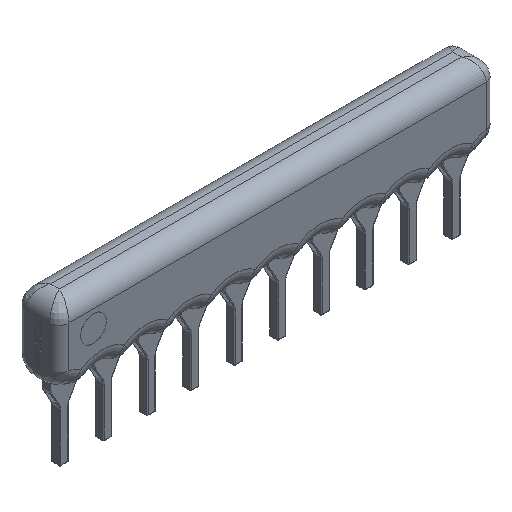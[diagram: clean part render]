
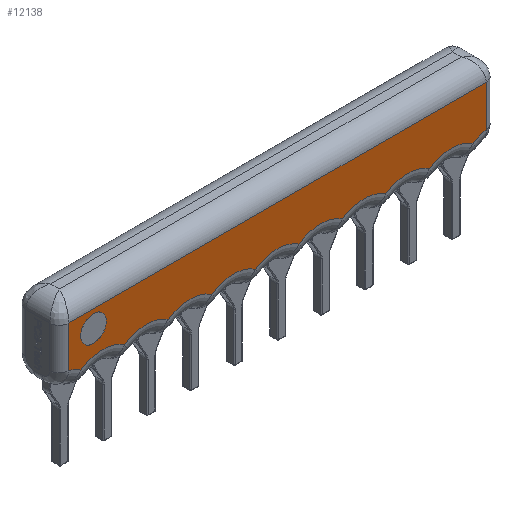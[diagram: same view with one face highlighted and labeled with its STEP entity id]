
A CAD part, isometric view. The second image highlights one B-rep face of the part: STEP entity #12138.
In plain terms, the highlighted planar face has unit normal (0, -1, 0).
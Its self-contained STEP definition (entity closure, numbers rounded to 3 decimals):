
#196=FACE_BOUND('',#2337,.T.);
#760=PLANE('',#13596);
#1572=FACE_OUTER_BOUND('',#2336,.T.);
#2336=EDGE_LOOP('',(#10616,#10617,#10618,#10619,#10620,#10621,#10622,#10623,
#10624,#10625,#10626,#10627,#10628,#10629));
#2337=EDGE_LOOP('',(#10630));
#2705=LINE('',#19261,#3342);
#2970=LINE('',#24602,#3607);
#2974=LINE('',#24688,#3611);
#3342=VECTOR('',#14796,10.);
#3607=VECTOR('',#16995,10.);
#3611=VECTOR('',#17011,10.);
#3822=CIRCLE('',#12556,0.75);
#4348=CIRCLE('',#13432,2.27);
#4352=CIRCLE('',#13438,2.27);
#4356=CIRCLE('',#13444,2.27);
#4360=CIRCLE('',#13450,2.27);
#4364=CIRCLE('',#13456,2.27);
#4368=CIRCLE('',#13462,2.27);
#4372=CIRCLE('',#13468,2.27);
#4376=CIRCLE('',#13474,2.27);
#4380=CIRCLE('',#13480,2.27);
#4422=CIRCLE('',#13553,2.27);
#4426=CIRCLE('',#13576,2.27);
#4885=VERTEX_POINT('',#19106);
#4889=VERTEX_POINT('',#19177);
#4891=VERTEX_POINT('',#19212);
#4933=VERTEX_POINT('',#19733);
#5409=VERTEX_POINT('',#24476);
#5410=VERTEX_POINT('',#24482);
#5411=VERTEX_POINT('',#24489);
#5412=VERTEX_POINT('',#24496);
#5413=VERTEX_POINT('',#24503);
#5414=VERTEX_POINT('',#24510);
#5415=VERTEX_POINT('',#24517);
#5416=VERTEX_POINT('',#24524);
#5417=VERTEX_POINT('',#24531);
#5418=VERTEX_POINT('',#24538);
#5425=VERTEX_POINT('',#24690);
#6093=EDGE_CURVE('',#4885,#4885,#3822,.T.);
#6112=EDGE_CURVE('',#4889,#4891,#2705,.T.);
#7073=EDGE_CURVE('',#5409,#5410,#4348,.T.);
#7077=EDGE_CURVE('',#5410,#5411,#4352,.T.);
#7081=EDGE_CURVE('',#5411,#5412,#4356,.T.);
#7085=EDGE_CURVE('',#5412,#5413,#4360,.T.);
#7089=EDGE_CURVE('',#5413,#5414,#4364,.T.);
#7093=EDGE_CURVE('',#5414,#5415,#4368,.T.);
#7097=EDGE_CURVE('',#5415,#5416,#4372,.T.);
#7101=EDGE_CURVE('',#5416,#5417,#4376,.T.);
#7105=EDGE_CURVE('',#5417,#5418,#4380,.T.);
#7141=EDGE_CURVE('',#4891,#5409,#2970,.T.);
#7151=EDGE_CURVE('',#4933,#4889,#2974,.T.);
#7155=EDGE_CURVE('',#5418,#5425,#4422,.T.);
#7159=EDGE_CURVE('',#5425,#4933,#4426,.T.);
#10616=ORIENTED_EDGE('',*,*,#6112,.F.);
#10617=ORIENTED_EDGE('',*,*,#7151,.F.);
#10618=ORIENTED_EDGE('',*,*,#7159,.F.);
#10619=ORIENTED_EDGE('',*,*,#7155,.F.);
#10620=ORIENTED_EDGE('',*,*,#7105,.F.);
#10621=ORIENTED_EDGE('',*,*,#7101,.F.);
#10622=ORIENTED_EDGE('',*,*,#7097,.F.);
#10623=ORIENTED_EDGE('',*,*,#7093,.F.);
#10624=ORIENTED_EDGE('',*,*,#7089,.F.);
#10625=ORIENTED_EDGE('',*,*,#7085,.F.);
#10626=ORIENTED_EDGE('',*,*,#7081,.F.);
#10627=ORIENTED_EDGE('',*,*,#7077,.F.);
#10628=ORIENTED_EDGE('',*,*,#7073,.F.);
#10629=ORIENTED_EDGE('',*,*,#7141,.F.);
#10630=ORIENTED_EDGE('',*,*,#6093,.T.);
#12138=ADVANCED_FACE('',(#1572,#196),#760,.T.);
#12556=AXIS2_PLACEMENT_3D('',#19107,#14755,#14756);
#13432=AXIS2_PLACEMENT_3D('',#24483,#16777,#16778);
#13438=AXIS2_PLACEMENT_3D('',#24490,#16789,#16790);
#13444=AXIS2_PLACEMENT_3D('',#24497,#16801,#16802);
#13450=AXIS2_PLACEMENT_3D('',#24504,#16813,#16814);
#13456=AXIS2_PLACEMENT_3D('',#24511,#16825,#16826);
#13462=AXIS2_PLACEMENT_3D('',#24518,#16837,#16838);
#13468=AXIS2_PLACEMENT_3D('',#24525,#16849,#16850);
#13474=AXIS2_PLACEMENT_3D('',#24532,#16861,#16862);
#13480=AXIS2_PLACEMENT_3D('',#24539,#16873,#16874);
#13553=AXIS2_PLACEMENT_3D('',#24696,#17024,#17025);
#13576=AXIS2_PLACEMENT_3D('',#24719,#17070,#17071);
#13596=AXIS2_PLACEMENT_3D('',#24739,#17110,#17111);
#14755=DIRECTION('center_axis',(0.,1.,0.));
#14756=DIRECTION('ref_axis',(-1.,0.,0.));
#14796=DIRECTION('',(1.,0.,0.));
#16777=DIRECTION('center_axis',(0.,-1.,0.));
#16778=DIRECTION('ref_axis',(-0.531,0.,0.847));
#16789=DIRECTION('center_axis',(0.,-1.,0.));
#16790=DIRECTION('ref_axis',(-0.335,0.,0.942));
#16801=DIRECTION('center_axis',(0.,-1.,0.));
#16802=DIRECTION('ref_axis',(-0.335,0.,0.942));
#16813=DIRECTION('center_axis',(0.,-1.,0.));
#16814=DIRECTION('ref_axis',(-0.335,0.,0.942));
#16825=DIRECTION('center_axis',(0.,-1.,0.));
#16826=DIRECTION('ref_axis',(-0.335,0.,0.942));
#16837=DIRECTION('center_axis',(0.,-1.,0.));
#16838=DIRECTION('ref_axis',(-0.335,0.,0.942));
#16849=DIRECTION('center_axis',(0.,-1.,0.));
#16850=DIRECTION('ref_axis',(-0.335,0.,0.942));
#16861=DIRECTION('center_axis',(0.,-1.,0.));
#16862=DIRECTION('ref_axis',(-0.335,0.,0.942));
#16873=DIRECTION('center_axis',(0.,-1.,0.));
#16874=DIRECTION('ref_axis',(-0.335,0.,0.942));
#16995=DIRECTION('',(0.,0.,-1.));
#17011=DIRECTION('',(0.,0.,1.));
#17024=DIRECTION('center_axis',(0.,-1.,0.));
#17025=DIRECTION('ref_axis',(-0.335,0.,0.942));
#17070=DIRECTION('center_axis',(0.,-1.,0.));
#17071=DIRECTION('ref_axis',(0.232,0.,0.973));
#17110=DIRECTION('center_axis',(0.,-1.,0.));
#17111=DIRECTION('ref_axis',(0.,0.,-1.));
#19106=CARTESIAN_POINT('',(1.457,-1.25,4.08));
#19107=CARTESIAN_POINT('Origin',(0.707,-1.25,4.08));
#19177=CARTESIAN_POINT('',(-0.743,-1.25,5.08));
#19212=CARTESIAN_POINT('',(23.597,-1.25,5.08));
#19261=CARTESIAN_POINT('',(5.067,-1.25,5.08));
#19733=CARTESIAN_POINT('',(-0.743,-1.25,2.685));
#24476=CARTESIAN_POINT('',(23.597,-1.25,2.695));
#24482=CARTESIAN_POINT('',(22.837,-1.25,2.364));
#24483=CARTESIAN_POINT('Origin',(24.107,-1.25,0.483));
#24489=CARTESIAN_POINT('',(20.297,-1.25,2.364));
#24490=CARTESIAN_POINT('Origin',(21.567,-1.25,0.483));
#24496=CARTESIAN_POINT('',(17.757,-1.25,2.364));
#24497=CARTESIAN_POINT('Origin',(19.027,-1.25,0.483));
#24503=CARTESIAN_POINT('',(15.217,-1.25,2.364));
#24504=CARTESIAN_POINT('Origin',(16.487,-1.25,0.483));
#24510=CARTESIAN_POINT('',(12.677,-1.25,2.364));
#24511=CARTESIAN_POINT('Origin',(13.947,-1.25,0.483));
#24517=CARTESIAN_POINT('',(10.137,-1.25,2.364));
#24518=CARTESIAN_POINT('Origin',(11.407,-1.25,0.483));
#24524=CARTESIAN_POINT('',(7.597,-1.25,2.364));
#24525=CARTESIAN_POINT('Origin',(8.867,-1.25,0.483));
#24531=CARTESIAN_POINT('',(5.057,-1.25,2.364));
#24532=CARTESIAN_POINT('Origin',(6.327,-1.25,0.483));
#24538=CARTESIAN_POINT('',(2.517,-1.25,2.364));
#24539=CARTESIAN_POINT('Origin',(3.787,-1.25,0.483));
#24602=CARTESIAN_POINT('',(23.597,-1.25,4.81));
#24688=CARTESIAN_POINT('',(-0.743,-1.25,2.27));
#24690=CARTESIAN_POINT('',(-0.023,-1.25,2.364));
#24696=CARTESIAN_POINT('Origin',(1.247,-1.25,0.483));
#24719=CARTESIAN_POINT('Origin',(-1.293,-1.25,0.483));
#24739=CARTESIAN_POINT('Origin',(11.427,-1.25,3.54));
